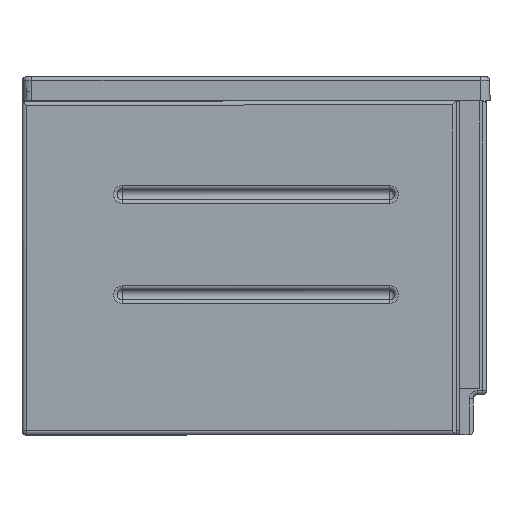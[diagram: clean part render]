
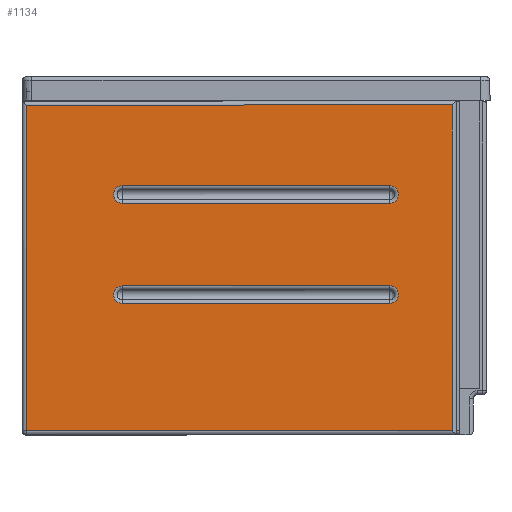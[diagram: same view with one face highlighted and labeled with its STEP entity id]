
A CAD part, left-side view. The second image highlights one B-rep face of the part: STEP entity #1134.
In plain terms, the highlighted face is planar.
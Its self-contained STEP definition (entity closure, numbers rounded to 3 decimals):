
#857=CARTESIAN_POINT('',(-655.064,-492.97,40.0));
#858=VERTEX_POINT('',#857);
#900=CARTESIAN_POINT('',(-655.064,-4.97,40.0));
#901=VERTEX_POINT('',#900);
#909=CARTESIAN_POINT('',(-17.064,-4.97,40.0));
#910=VERTEX_POINT('',#909);
#911=CARTESIAN_POINT('',(-655.064,-4.97,40.0));
#912=DIRECTION('',(1.0,0.0,0.0));
#913=VECTOR('',#912,638.);
#914=LINE('',#911,#913);
#915=EDGE_CURVE('',#901,#910,#914,.T.);
#939=CARTESIAN_POINT('',(-17.064,-492.97,40.0));
#940=VERTEX_POINT('',#939);
#941=CARTESIAN_POINT('',(-17.064,-4.97,40.0));
#942=DIRECTION('',(0.0,-1.0,0.0));
#943=VECTOR('',#942,488.0);
#944=LINE('',#941,#943);
#945=EDGE_CURVE('',#910,#940,#944,.T.);
#969=CARTESIAN_POINT('',(-655.064,-492.97,40.0));
#970=DIRECTION('',(0.0,1.0,0.0));
#971=VECTOR('',#970,488.);
#972=LINE('',#969,#971);
#973=EDGE_CURVE('',#858,#901,#972,.T.);
#984=CARTESIAN_POINT('',(-17.064,-492.97,40.0));
#985=DIRECTION('',(-1.0,0.0,0.0));
#986=VECTOR('',#985,638.0);
#987=LINE('',#984,#986);
#988=EDGE_CURVE('',#940,#858,#987,.T.);
#1051=CARTESIAN_POINT('',(-313.564,-238.97,40.0));
#1052=DIRECTION('',(0.0,0.0,1.0));
#1053=DIRECTION('',(1.0,0.0,0.0));
#1054=AXIS2_PLACEMENT_3D('',#1051,#1052,#1053);
#1055=PLANE('',#1054);
#1056=ORIENTED_EDGE('',*,*,#915,.F.);
#1057=ORIENTED_EDGE('',*,*,#973,.F.);
#1058=ORIENTED_EDGE('',*,*,#988,.F.);
#1059=ORIENTED_EDGE('',*,*,#945,.F.);
#1060=EDGE_LOOP('',(#1056,#1057,#1058,#1059));
#1061=FACE_OUTER_BOUND('',#1060,.T.);
#1062=CARTESIAN_POINT('',(-111.064,-302.17,40.0));
#1063=VERTEX_POINT('',#1062);
#1064=CARTESIAN_POINT('',(-111.064,-275.77,40.0));
#1065=VERTEX_POINT('',#1064);
#1066=CARTESIAN_POINT('',(-111.064,-288.97,40.0));
#1067=DIRECTION('',(0.0,0.0,1.0));
#1068=DIRECTION('',(1.0,0.0,0.0));
#1069=AXIS2_PLACEMENT_3D('',#1066,#1067,#1068);
#1070=CIRCLE('',#1069,13.2);
#1071=EDGE_CURVE('',#1063,#1065,#1070,.T.);
#1072=ORIENTED_EDGE('',*,*,#1071,.F.);
#1073=CARTESIAN_POINT('',(-511.064,-302.17,40.0));
#1074=VERTEX_POINT('',#1073);
#1075=CARTESIAN_POINT('',(-511.064,-302.17,40.0));
#1076=DIRECTION('',(1.0,0.0,0.0));
#1077=VECTOR('',#1076,400.0);
#1078=LINE('',#1075,#1077);
#1079=EDGE_CURVE('',#1074,#1063,#1078,.T.);
#1080=ORIENTED_EDGE('',*,*,#1079,.F.);
#1081=CARTESIAN_POINT('',(-511.064,-275.77,40.0));
#1082=VERTEX_POINT('',#1081);
#1083=CARTESIAN_POINT('',(-511.064,-288.97,40.0));
#1084=DIRECTION('',(0.0,0.0,1.0));
#1085=DIRECTION('',(-1.0,0.0,0.0));
#1086=AXIS2_PLACEMENT_3D('',#1083,#1084,#1085);
#1087=CIRCLE('',#1086,13.2);
#1088=EDGE_CURVE('',#1082,#1074,#1087,.T.);
#1089=ORIENTED_EDGE('',*,*,#1088,.F.);
#1090=CARTESIAN_POINT('',(-111.064,-275.77,40.0));
#1091=DIRECTION('',(-1.0,0.0,0.0));
#1092=VECTOR('',#1091,400.0);
#1093=LINE('',#1090,#1092);
#1094=EDGE_CURVE('',#1065,#1082,#1093,.T.);
#1095=ORIENTED_EDGE('',*,*,#1094,.F.);
#1096=EDGE_LOOP('',(#1072,#1080,#1089,#1095));
#1097=FACE_BOUND('',#1096,.T.);
#1098=CARTESIAN_POINT('',(-111.064,-125.77,40.0));
#1099=VERTEX_POINT('',#1098);
#1100=CARTESIAN_POINT('',(-511.064,-125.77,40.0));
#1101=VERTEX_POINT('',#1100);
#1102=CARTESIAN_POINT('',(-111.064,-125.77,40.0));
#1103=DIRECTION('',(-1.0,0.0,0.0));
#1104=VECTOR('',#1103,400.);
#1105=LINE('',#1102,#1104);
#1106=EDGE_CURVE('',#1099,#1101,#1105,.T.);
#1107=ORIENTED_EDGE('',*,*,#1106,.F.);
#1108=CARTESIAN_POINT('',(-111.064,-152.17,40.0));
#1109=VERTEX_POINT('',#1108);
#1110=CARTESIAN_POINT('',(-111.064,-138.97,40.0));
#1111=DIRECTION('',(0.0,0.0,1.0));
#1112=DIRECTION('',(1.0,0.0,0.0));
#1113=AXIS2_PLACEMENT_3D('',#1110,#1111,#1112);
#1114=CIRCLE('',#1113,13.2);
#1115=EDGE_CURVE('',#1109,#1099,#1114,.T.);
#1116=ORIENTED_EDGE('',*,*,#1115,.F.);
#1117=CARTESIAN_POINT('',(-511.064,-152.17,40.0));
#1118=VERTEX_POINT('',#1117);
#1119=CARTESIAN_POINT('',(-511.064,-152.17,40.0));
#1120=DIRECTION('',(1.0,0.0,0.0));
#1121=VECTOR('',#1120,400.);
#1122=LINE('',#1119,#1121);
#1123=EDGE_CURVE('',#1118,#1109,#1122,.T.);
#1124=ORIENTED_EDGE('',*,*,#1123,.F.);
#1125=CARTESIAN_POINT('',(-511.064,-138.97,40.0));
#1126=DIRECTION('',(0.0,0.0,1.0));
#1127=DIRECTION('',(-1.0,0.0,0.0));
#1128=AXIS2_PLACEMENT_3D('',#1125,#1126,#1127);
#1129=CIRCLE('',#1128,13.2);
#1130=EDGE_CURVE('',#1101,#1118,#1129,.T.);
#1131=ORIENTED_EDGE('',*,*,#1130,.F.);
#1132=EDGE_LOOP('',(#1107,#1116,#1124,#1131));
#1133=FACE_BOUND('',#1132,.T.);
#1134=ADVANCED_FACE('',(#1061,#1097,#1133),#1055,.T.);
